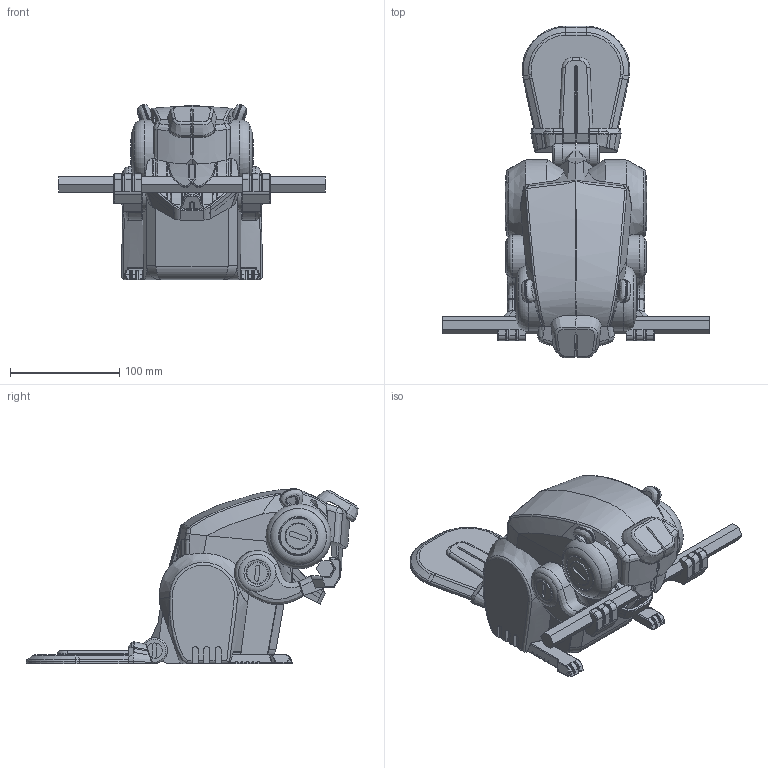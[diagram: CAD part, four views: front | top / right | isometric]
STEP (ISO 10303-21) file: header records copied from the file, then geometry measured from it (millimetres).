
FILE_DESCRIPTION(/* description */ (''),/* implementation_level */ '2;1');
FILE_NAME(/* name */ 'DMAC''sBeaverBot v19.step',/* time_stamp */ '2022-10-07T09:13:44-04:00',/* author */ (''),/* organization */ (''),/* preprocessor_version */ 'ST-DEVELOPER v19',/* originating_system */ 'Autodesk Translation Framework v11.7.0.108',/* authorisation */ '');
FILE_SCHEMA (('AUTOMOTIVE_DESIGN { 1 0 10303 214 3 1 1 }'));
Products named in the file (35): DMAC'sBeaverBot; DMAC's Beaver Bot; Head; tooth.upper; lipper.upper; nose; ear.r; ear.l; jaw; innermouth; tooth.bottom; cheek.r; cheek.l; pencilsizetest; Pegs; connectorpeg.1; connectorpeg.2; connectorpeg.3; Arms; arm.l; shoulder.l; shoulder.r; hand.l; arm.r (1); hand.r (1); Body; foot.r; body.r (1); body.r; chest; foot.l (1); Tail; tail_1; tailhinge.r; tailhinge.l
Assembly tree (33 placements, depth 3):
  DMAC'sBeaverBot
  DMAC's Beaver Bot
    Head
      tooth.upper
      lipper.upper
      nose
      ear.r
      ear.l
      jaw
      innermouth
      tooth.bottom
      cheek.r
      cheek.l
    pencilsizetest
    Pegs
      connectorpeg.1
      connectorpeg.2
      connectorpeg.3
    Arms
      arm.l
      shoulder.l
      shoulder.r
      hand.l
      arm.r (1)
      hand.r (1)
    Body
      foot.r
      body.r (1)
      body.r
      chest
      foot.l (1)
    Tail
      tail_1
      tailhinge.r
      tailhinge.l
Bounding box: 243.93 x 303.77 x 160.37 mm (x, y, z)
Volume: 1956610.1 mm3; surface area: 303735.5 mm2
Topology: 28 solids, 28 shells, 1631 faces, 4267 edges, 2732 vertices
Faces by surface type: plane 661, bspline 471, cylinder 369, torus 61, cone 47, sphere 22
Full cylindrical faces by diameter (mm): 2.6 x4, 3 x4, 5.6 x4, 6 x4, 6.914 x2, 9.2 x3, 10 x10, 14.236 x2, 18.151 x2, 20.128 x4, 20.434 x2, 20.528 x4, 24.151 x2, 34.969 x2, 35.769 x2, 51.28 x2
Entity records: 80018 total; most frequent: CARTESIAN_POINT 42795, ORIENTED_EDGE 8498, DIRECTION 6060, EDGE_CURVE 4249, VERTEX_POINT 2732, AXIS2_PLACEMENT_3D 2194, EDGE_LOOP 1705, LINE 1672
